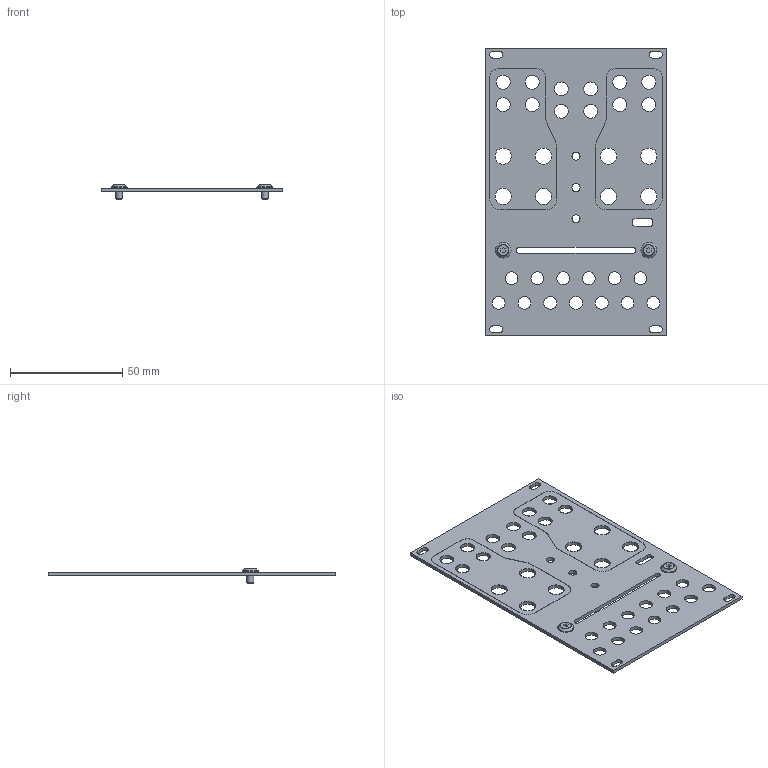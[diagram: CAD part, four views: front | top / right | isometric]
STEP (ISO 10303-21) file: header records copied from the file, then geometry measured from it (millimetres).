
FILE_DESCRIPTION(/* description */ (''),/* implementation_level */ '2;1');
FILE_NAME(/* name */ 'BMCVPanel2.step',/* time_stamp */ '2025-05-25T12:35:48+02:00',/* author */ (''),/* organization */ (''),/* preprocessor_version */ 'ST-DEVELOPER v20.1',/* originating_system */ 'Autodesk Translation Framework v14.10.0.0',/* authorisation */ '');
FILE_SCHEMA (('AUTOMOTIVE_DESIGN { 1 0 10303 214 3 1 1 }'));
Length unit declared in the file: millimetre
Products named in the file (3): BMCVPanel2; Panel; M3_FLATHEAD v2
Assembly tree (3 placements, depth 3):
  BMCVPanel2
    Panel
      M3_FLATHEAD v2  x2
Bounding box: 81 x 128.5 x 6.5 mm (x, y, z)
Volume: 14744.7 mm3; surface area: 26482.6 mm2
Topology: 5 solids, 5 shells, 176 faces, 472 edges, 312 vertices
Faces by surface type: cylinder 96, plane 70, torus 6, cone 4
Full cylindrical faces by diameter (mm): 3 x2, 3.2 x2, 3.6 x3, 5.7 x13, 6.2 x20, 7 x2, 7.2 x16
Entity records: 5487 total; most frequent: DIRECTION 966, CARTESIAN_POINT 893, ORIENTED_EDGE 874, EDGE_CURVE 437, AXIS2_PLACEMENT_3D 363, VERTEX_POINT 290, EDGE_LOOP 283, LINE 240
